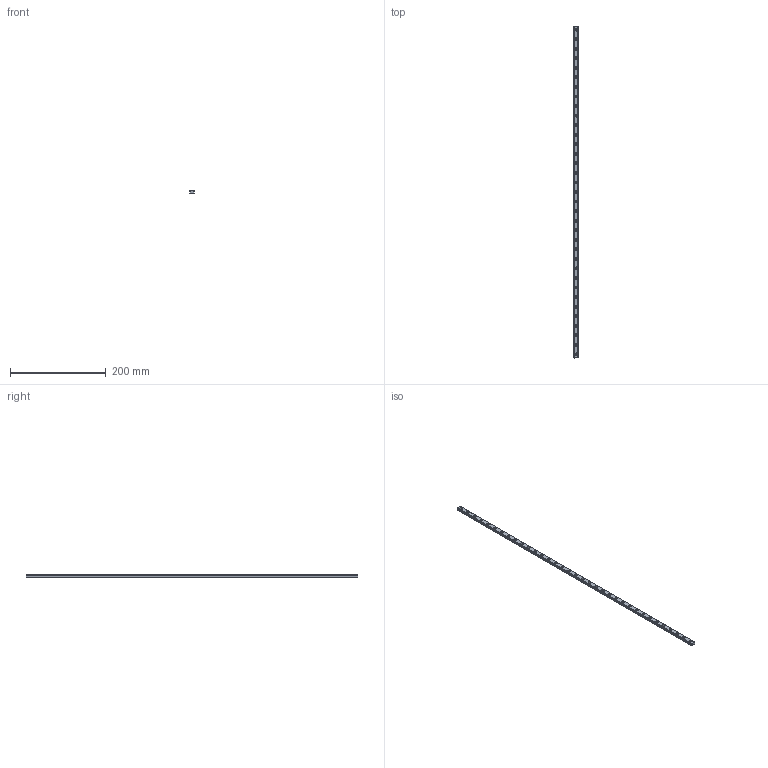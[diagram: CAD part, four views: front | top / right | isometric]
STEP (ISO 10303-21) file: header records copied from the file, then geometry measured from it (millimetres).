
FILE_DESCRIPTION (( 'STEP AP203' ), '1' );
FILE_NAME ('M9-695L.step', '2021-02-18T17:50:30', ( '' ), ( '' ), 'SwSTEP 2.0', 'SolidWorks 2019', '' );
FILE_SCHEMA (( 'CONFIG_CONTROL_DESIGN' ));
Length unit declared in the file: millimetre
Products named in the file (1): M9-695L
Bounding box: 9 x 695 x 6 mm (x, y, z)
Volume: 31561.4 mm3; surface area: 25001.1 mm2
Topology: 1 solids, 1 shells, 200 faces, 489 edges, 326 vertices
Faces by surface type: cylinder 152, plane 48
Entity records: 6274 total; most frequent: DIRECTION 1195, CARTESIAN_POINT 1016, ORIENTED_EDGE 978, AXIS2_PLACEMENT_3D 505, EDGE_CURVE 489, VERTEX_POINT 326, EDGE_LOOP 305, CIRCLE 304
